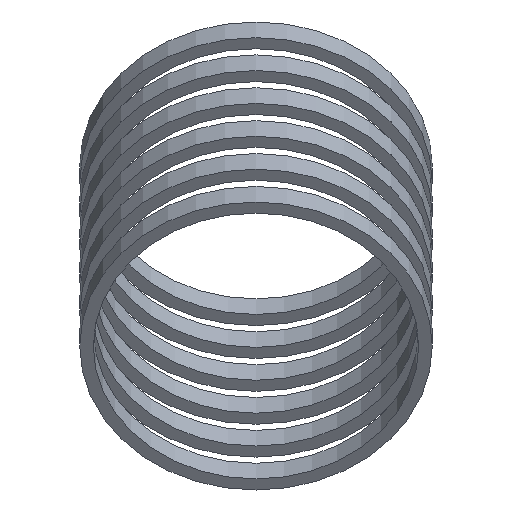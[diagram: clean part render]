
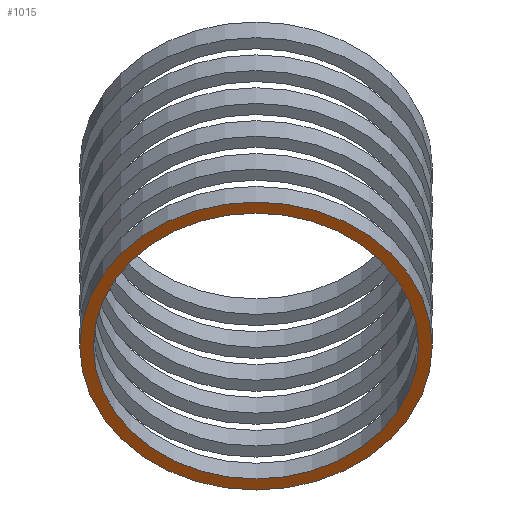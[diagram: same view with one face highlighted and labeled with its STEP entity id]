
A CAD part, isometric view. The second image highlights one B-rep face of the part: STEP entity #1015.
In plain terms, the highlighted planar face has unit normal (-0.707, -0.707, 0).
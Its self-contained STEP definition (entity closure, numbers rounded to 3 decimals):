
#37 = AXIS2_PLACEMENT_3D ( 'NONE', #294, #627, #1051 ) ;
#59 = AXIS2_PLACEMENT_3D ( 'NONE', #604, #92, #454 ) ;
#63 = VERTEX_POINT ( 'NONE', #740 ) ;
#92 = DIRECTION ( 'NONE',  ( -0.707, -0.707, 0. ) ) ;
#103 = CARTESIAN_POINT ( 'NONE',  ( 7.434, 7.434, 11.5 ) ) ;
#105 = DIRECTION ( 'NONE',  ( -0.707, -0.707, 0. ) ) ;
#115 = ORIENTED_EDGE ( 'NONE', *, *, #878, .T. ) ;
#218 = AXIS2_PLACEMENT_3D ( 'NONE', #425, #1005, #834 ) ;
#256 = VERTEX_POINT ( 'NONE', #793 ) ;
#258 = ORIENTED_EDGE ( 'NONE', *, *, #820, .F. ) ;
#275 = AXIS2_PLACEMENT_3D ( 'NONE', #103, #961, #685 ) ;
#294 = CARTESIAN_POINT ( 'NONE',  ( 12.384, 2.484, 11.5 ) ) ;
#325 = CIRCLE ( 'NONE', #275, 6. ) ;
#369 = DIRECTION ( 'NONE',  ( -0.707, 0.707, 0. ) ) ;
#393 = CARTESIAN_POINT ( 'NONE',  ( 11.677, 3.191, 11.5 ) ) ;
#411 = EDGE_CURVE ( 'NONE', #63, #256, #578, .T. ) ;
#424 = AXIS2_PLACEMENT_3D ( 'NONE', #875, #105, #369 ) ;
#425 = CARTESIAN_POINT ( 'NONE',  ( 7.434, 7.434, 11.5 ) ) ;
#454 = DIRECTION ( 'NONE',  ( 0.707, -0.707, 0. ) ) ;
#467 = EDGE_CURVE ( 'NONE', #842, #1028, #325, .T. ) ;
#559 = EDGE_LOOP ( 'NONE', ( #115, #686 ) ) ;
#578 = CIRCLE ( 'NONE', #218, 6.5 ) ;
#604 = CARTESIAN_POINT ( 'NONE',  ( 7.434, 7.434, 11.5 ) ) ;
#627 = DIRECTION ( 'NONE',  ( 0.707, 0.707, 0. ) ) ;
#628 = EDGE_LOOP ( 'NONE', ( #258, #955 ) ) ;
#635 = FACE_BOUND ( 'NONE', #628, .T. ) ;
#685 = DIRECTION ( 'NONE',  ( 0.707, -0.707, 0. ) ) ;
#686 = ORIENTED_EDGE ( 'NONE', *, *, #411, .T. ) ;
#720 = CIRCLE ( 'NONE', #424, 6.5 ) ;
#740 = CARTESIAN_POINT ( 'NONE',  ( 2.838, 12.03, 11.5 ) ) ;
#768 = CIRCLE ( 'NONE', #59, 6. ) ;
#793 = CARTESIAN_POINT ( 'NONE',  ( 12.03, 2.838, 11.5 ) ) ;
#807 = PLANE ( 'NONE',  #37 ) ;
#820 = EDGE_CURVE ( 'NONE', #1028, #842, #768, .T. ) ;
#834 = DIRECTION ( 'NONE',  ( -0.707, 0.707, 0. ) ) ;
#842 = VERTEX_POINT ( 'NONE', #1092 ) ;
#864 = FACE_OUTER_BOUND ( 'NONE', #559, .T. ) ;
#875 = CARTESIAN_POINT ( 'NONE',  ( 7.434, 7.434, 11.5 ) ) ;
#878 = EDGE_CURVE ( 'NONE', #256, #63, #720, .T. ) ;
#955 = ORIENTED_EDGE ( 'NONE', *, *, #467, .F. ) ;
#961 = DIRECTION ( 'NONE',  ( -0.707, -0.707, 0. ) ) ;
#1005 = DIRECTION ( 'NONE',  ( -0.707, -0.707, 0. ) ) ;
#1015 = ADVANCED_FACE ( 'NONE', ( #635, #864 ), #807, .F. ) ;
#1028 = VERTEX_POINT ( 'NONE', #393 ) ;
#1051 = DIRECTION ( 'NONE',  ( -0.707, 0.707, 0. ) ) ;
#1092 = CARTESIAN_POINT ( 'NONE',  ( 3.191, 11.677, 11.5 ) ) ;
